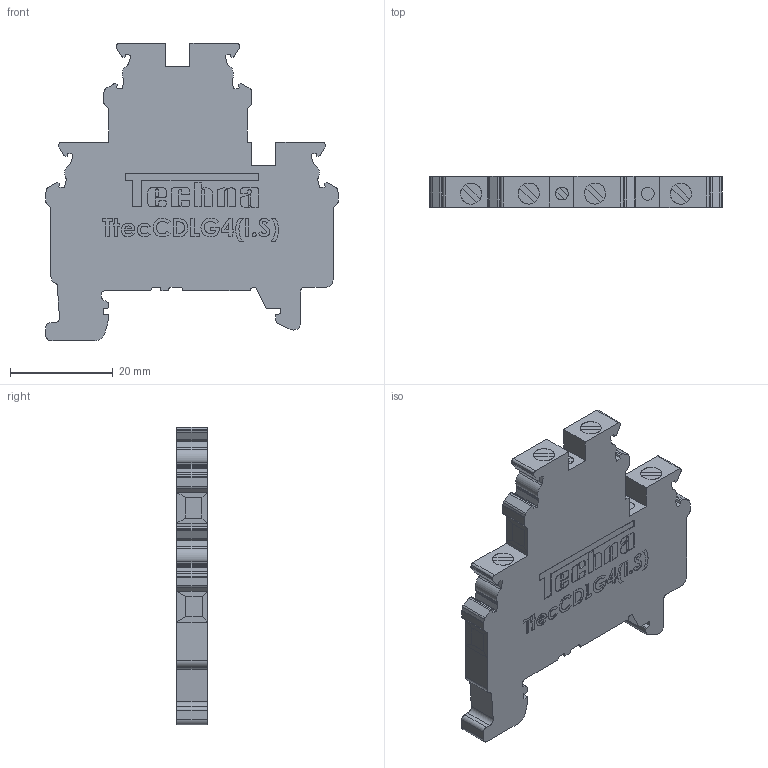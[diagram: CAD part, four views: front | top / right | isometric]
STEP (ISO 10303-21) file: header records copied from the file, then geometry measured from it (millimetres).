
FILE_DESCRIPTION (( 'STEP AP214' ), '1' );
FILE_NAME ('TtecCDLG4(I.S).STEP', '2020-10-19T08:46:22', ( '' ), ( '' ), 'SwSTEP 2.0', 'SolidWorks 2020', '' );
FILE_SCHEMA (( 'AUTOMOTIVE_DESIGN' ));
Length unit declared in the file: millimetre
Products named in the file (1): TtecCDLG4(I.S)
Bounding box: 57 x 6 x 58 mm (x, y, z)
Volume: 12690.8 mm3; surface area: 6061.3 mm2
Topology: 1 solids, 1 shells, 849 faces, 2325 edges, 1534 vertices
Faces by surface type: plane 500, cylinder 213, bspline 136
Entity records: 40560 total; most frequent: CARTESIAN_POINT 12941, ORIENTED_EDGE 4650, DIRECTION 3927, EDGE_CURVE 2325, LINE 1607, VECTOR 1607, VERTEX_POINT 1534, AXIS2_PLACEMENT_3D 1160
